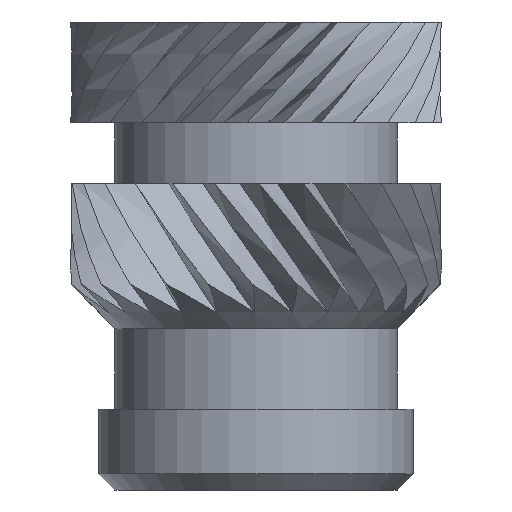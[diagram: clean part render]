
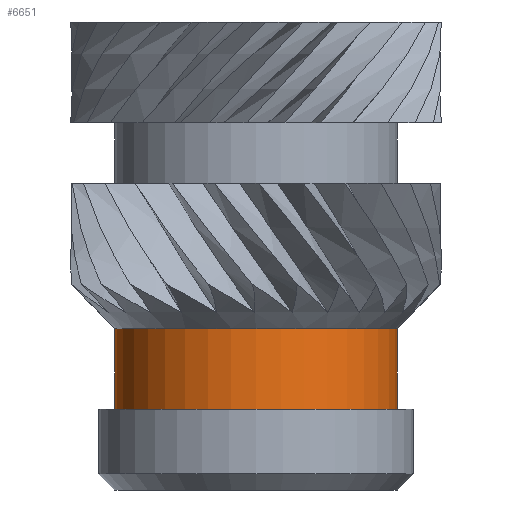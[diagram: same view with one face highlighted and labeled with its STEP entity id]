
A CAD part, front view. The second image highlights one B-rep face of the part: STEP entity #6651.
In plain terms, the highlighted cylindrical face has radius 1.75 mm (diameter 3.5 mm), a partial arc.
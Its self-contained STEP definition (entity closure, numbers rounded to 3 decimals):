
#35 = FACE_OUTER_BOUND ( 'NONE', #108, .T. ) ;
#83 = CARTESIAN_POINT ( 'NONE',  ( 1.75, 0., 0. ) ) ;
#108 = EDGE_LOOP ( 'NONE', ( #5201, #1891, #4893, #4206 ) ) ;
#122 = EDGE_CURVE ( 'NONE', #3565, #7209, #5038, .T. ) ;
#258 = CARTESIAN_POINT ( 'NONE',  ( 0., 0., -3.8 ) ) ;
#482 = CIRCLE ( 'NONE', #603, 1.75 ) ;
#527 = CARTESIAN_POINT ( 'NONE',  ( 1.75, 0., -4.8 ) ) ;
#603 = AXIS2_PLACEMENT_3D ( 'NONE', #2553, #3684, #896 ) ;
#896 = DIRECTION ( 'NONE',  ( 1., 0., 0. ) ) ;
#1201 = AXIS2_PLACEMENT_3D ( 'NONE', #258, #1939, #6333 ) ;
#1203 = EDGE_CURVE ( 'NONE', #5803, #3007, #2250, .T. ) ;
#1244 = DIRECTION ( 'NONE',  ( 0., 0., 1. ) ) ;
#1596 = CARTESIAN_POINT ( 'NONE',  ( -1.75, 0., 0. ) ) ;
#1757 = CYLINDRICAL_SURFACE ( 'NONE', #6105, 1.75 ) ;
#1891 = ORIENTED_EDGE ( 'NONE', *, *, #2366, .T. ) ;
#1939 = DIRECTION ( 'NONE',  ( 0., 0., 1. ) ) ;
#2186 = DIRECTION ( 'NONE',  ( 0., 0., 1. ) ) ;
#2226 = CARTESIAN_POINT ( 'NONE',  ( -1.75, 0., -3.8 ) ) ;
#2250 = LINE ( 'NONE', #83, #6550 ) ;
#2366 = EDGE_CURVE ( 'NONE', #3565, #5803, #482, .T. ) ;
#2487 = CIRCLE ( 'NONE', #1201, 1.75 ) ;
#2553 = CARTESIAN_POINT ( 'NONE',  ( 0., 0., -4.8 ) ) ;
#2972 = CARTESIAN_POINT ( 'NONE',  ( 0., 0., 0. ) ) ;
#3007 = VERTEX_POINT ( 'NONE', #4371 ) ;
#3022 = CARTESIAN_POINT ( 'NONE',  ( -1.75, 0., -4.8 ) ) ;
#3565 = VERTEX_POINT ( 'NONE', #3022 ) ;
#3684 = DIRECTION ( 'NONE',  ( 0., 0., 1. ) ) ;
#3755 = VECTOR ( 'NONE', #2186, 1000. ) ;
#4206 = ORIENTED_EDGE ( 'NONE', *, *, #6387, .F. ) ;
#4371 = CARTESIAN_POINT ( 'NONE',  ( 1.75, 0., -3.8 ) ) ;
#4562 = DIRECTION ( 'NONE',  ( 1., 0., 0. ) ) ;
#4893 = ORIENTED_EDGE ( 'NONE', *, *, #1203, .T. ) ;
#5038 = LINE ( 'NONE', #1596, #3755 ) ;
#5201 = ORIENTED_EDGE ( 'NONE', *, *, #122, .F. ) ;
#5803 = VERTEX_POINT ( 'NONE', #527 ) ;
#6105 = AXIS2_PLACEMENT_3D ( 'NONE', #2972, #1244, #4562 ) ;
#6333 = DIRECTION ( 'NONE',  ( 1., 0., 0. ) ) ;
#6387 = EDGE_CURVE ( 'NONE', #7209, #3007, #2487, .T. ) ;
#6550 = VECTOR ( 'NONE', #6749, 1000. ) ;
#6651 = ADVANCED_FACE ( 'NONE', ( #35 ), #1757, .T. ) ;
#6749 = DIRECTION ( 'NONE',  ( 0., 0., 1. ) ) ;
#7209 = VERTEX_POINT ( 'NONE', #2226 ) ;
